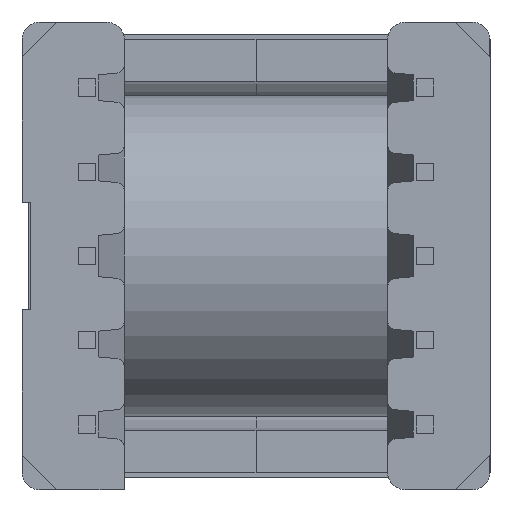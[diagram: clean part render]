
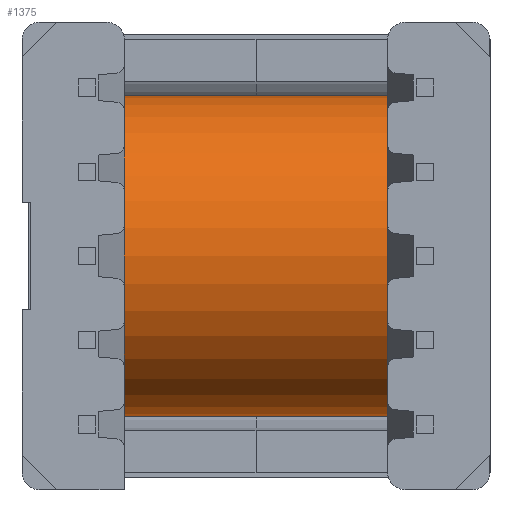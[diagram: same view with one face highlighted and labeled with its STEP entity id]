
A CAD part, front view. The second image highlights one B-rep face of the part: STEP entity #1375.
In plain terms, the highlighted cylindrical face has radius 4.74 mm (diameter 9.48 mm), a partial arc.
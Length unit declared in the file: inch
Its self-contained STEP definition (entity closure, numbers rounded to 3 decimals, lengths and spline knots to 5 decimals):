
#455 = CIRCLE ( 'NONE', #6590, 0.18661 ) ;
#497 = DIRECTION ( 'NONE',  ( 0., 0., 1. ) ) ;
#649 = EDGE_LOOP ( 'NONE', ( #1138, #3939, #5390, #5282 ) ) ;
#910 = VERTEX_POINT ( 'NONE', #4996 ) ;
#1138 = ORIENTED_EDGE ( 'NONE', *, *, #1916, .F. ) ;
#1170 = CARTESIAN_POINT ( 'NONE',  ( 0., 0., -0.30591 ) ) ;
#1375 = ADVANCED_FACE ( 'NONE', ( #1857 ), #1540, .T. ) ;
#1405 = VERTEX_POINT ( 'NONE', #3821 ) ;
#1540 = CYLINDRICAL_SURFACE ( 'NONE', #5544, 0.18661 ) ;
#1857 = FACE_OUTER_BOUND ( 'NONE', #649, .T. ) ;
#1916 = EDGE_CURVE ( 'NONE', #2158, #1405, #5318, .T. ) ;
#1974 = EDGE_CURVE ( 'NONE', #1405, #910, #455, .T. ) ;
#2158 = VERTEX_POINT ( 'NONE', #5989 ) ;
#2190 = DIRECTION ( 'NONE',  ( 0., 0., 1. ) ) ;
#2503 = EDGE_CURVE ( 'NONE', #4140, #910, #5618, .T. ) ;
#2529 = CARTESIAN_POINT ( 'NONE',  ( 0.18661, 0., -0.30591 ) ) ;
#2552 = CARTESIAN_POINT ( 'NONE',  ( 0., 0., -0.30591 ) ) ;
#2755 = DIRECTION ( 'NONE',  ( 1., 0., 0. ) ) ;
#3173 = EDGE_CURVE ( 'NONE', #2158, #4140, #4259, .T. ) ;
#3293 = DIRECTION ( 'NONE',  ( 1., 0., 0. ) ) ;
#3323 = DIRECTION ( 'NONE',  ( 0., 0., 1. ) ) ;
#3512 = DIRECTION ( 'NONE',  ( 0., 0., 1. ) ) ;
#3821 = CARTESIAN_POINT ( 'NONE',  ( -0.18661, 0., 0. ) ) ;
#3939 = ORIENTED_EDGE ( 'NONE', *, *, #3173, .T. ) ;
#3963 = CARTESIAN_POINT ( 'NONE',  ( 0.18661, 0., -0.30591 ) ) ;
#4140 = VERTEX_POINT ( 'NONE', #2529 ) ;
#4188 = DIRECTION ( 'NONE',  ( 1., 0., 0. ) ) ;
#4200 = CARTESIAN_POINT ( 'NONE',  ( -0.18661, 0., -0.30591 ) ) ;
#4259 = CIRCLE ( 'NONE', #4739, 0.18661 ) ;
#4728 = DIRECTION ( 'NONE',  ( 0., 0., 1. ) ) ;
#4739 = AXIS2_PLACEMENT_3D ( 'NONE', #2552, #497, #4188 ) ;
#4872 = CARTESIAN_POINT ( 'NONE',  ( 0., 0., 0. ) ) ;
#4996 = CARTESIAN_POINT ( 'NONE',  ( 0.18661, 0., 0. ) ) ;
#5282 = ORIENTED_EDGE ( 'NONE', *, *, #1974, .F. ) ;
#5318 = LINE ( 'NONE', #4200, #6344 ) ;
#5390 = ORIENTED_EDGE ( 'NONE', *, *, #2503, .T. ) ;
#5544 = AXIS2_PLACEMENT_3D ( 'NONE', #1170, #2190, #3293 ) ;
#5618 = LINE ( 'NONE', #3963, #5695 ) ;
#5695 = VECTOR ( 'NONE', #3512, 39.37008 ) ;
#5989 = CARTESIAN_POINT ( 'NONE',  ( -0.18661, 0., -0.30591 ) ) ;
#6344 = VECTOR ( 'NONE', #4728, 39.37008 ) ;
#6590 = AXIS2_PLACEMENT_3D ( 'NONE', #4872, #3323, #2755 ) ;
